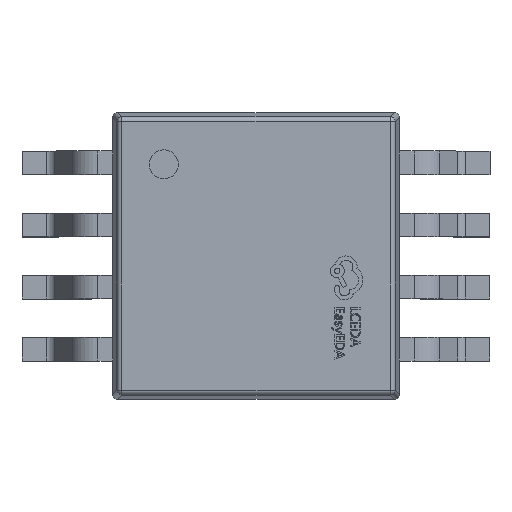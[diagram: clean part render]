
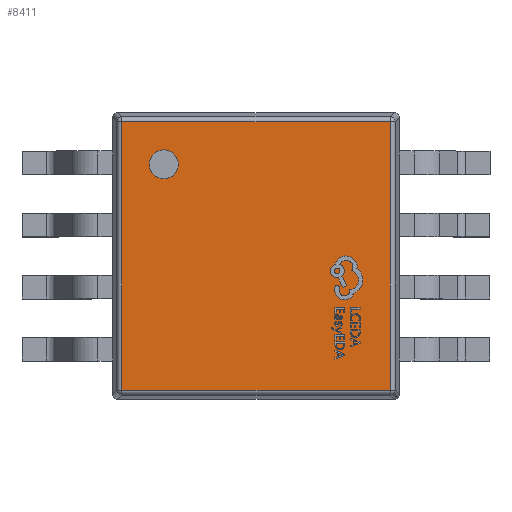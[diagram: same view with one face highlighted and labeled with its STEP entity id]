
A CAD part, top view. The second image highlights one B-rep face of the part: STEP entity #8411.
In plain terms, the highlighted planar face has unit normal (0, 0, 1).
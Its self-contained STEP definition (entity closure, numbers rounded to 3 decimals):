
#396=FACE_BOUND('',#1270,.T.);
#424=PLANE('',#8960);
#758=FACE_OUTER_BOUND('',#1269,.T.);
#1269=EDGE_LOOP('',(#5753,#5754,#5755,#5756));
#1270=EDGE_LOOP('',(#5757));
#1860=LINE('',#11971,#2764);
#1861=LINE('',#11973,#2765);
#1862=LINE('',#11975,#2766);
#1863=LINE('',#11976,#2767);
#2764=VECTOR('',#9655,1.);
#2765=VECTOR('',#9656,1.);
#2766=VECTOR('',#9657,1.);
#2767=VECTOR('',#9658,1.);
#3585=CIRCLE('',#8946,0.152);
#3675=VERTEX_POINT('',#11618);
#3769=VERTEX_POINT('',#11969);
#3770=VERTEX_POINT('',#11970);
#3771=VERTEX_POINT('',#11972);
#3772=VERTEX_POINT('',#11974);
#4432=EDGE_CURVE('',#3675,#3675,#3585,.T.);
#4526=EDGE_CURVE('',#3769,#3770,#1860,.T.);
#4527=EDGE_CURVE('',#3770,#3771,#1861,.T.);
#4528=EDGE_CURVE('',#3771,#3772,#1862,.T.);
#4529=EDGE_CURVE('',#3772,#3769,#1863,.T.);
#5753=ORIENTED_EDGE('',*,*,#4526,.T.);
#5754=ORIENTED_EDGE('',*,*,#4527,.T.);
#5755=ORIENTED_EDGE('',*,*,#4528,.T.);
#5756=ORIENTED_EDGE('',*,*,#4529,.T.);
#5757=ORIENTED_EDGE('',*,*,#4432,.F.);
#8411=ADVANCED_FACE('',(#758,#396),#424,.T.);
#8946=AXIS2_PLACEMENT_3D('',#11620,#9542,#9543);
#8960=AXIS2_PLACEMENT_3D('',#11968,#9653,#9654);
#9542=DIRECTION('center_axis',(0.,0.,1.));
#9543=DIRECTION('ref_axis',(1.,0.,0.));
#9653=DIRECTION('center_axis',(0.,0.,1.));
#9654=DIRECTION('ref_axis',(1.,0.,0.));
#9655=DIRECTION('',(-1.,0.,0.));
#9656=DIRECTION('',(0.,-1.,0.));
#9657=DIRECTION('',(1.,0.,0.));
#9658=DIRECTION('',(0.,1.,0.));
#11618=CARTESIAN_POINT('',(-1.11,-0.965,1.1));
#11620=CARTESIAN_POINT('Origin',(-0.959,-0.965,1.1));
#11968=CARTESIAN_POINT('Origin',(0.,0.,1.1));
#11969=CARTESIAN_POINT('',(1.407,1.407,1.1));
#11970=CARTESIAN_POINT('',(-1.407,1.407,1.1));
#11971=CARTESIAN_POINT('',(0.,1.407,1.1));
#11972=CARTESIAN_POINT('',(-1.407,-1.407,1.1));
#11973=CARTESIAN_POINT('',(-1.407,0.,1.1));
#11974=CARTESIAN_POINT('',(1.407,-1.407,1.1));
#11975=CARTESIAN_POINT('',(0.,-1.407,1.1));
#11976=CARTESIAN_POINT('',(1.407,0.,1.1));
